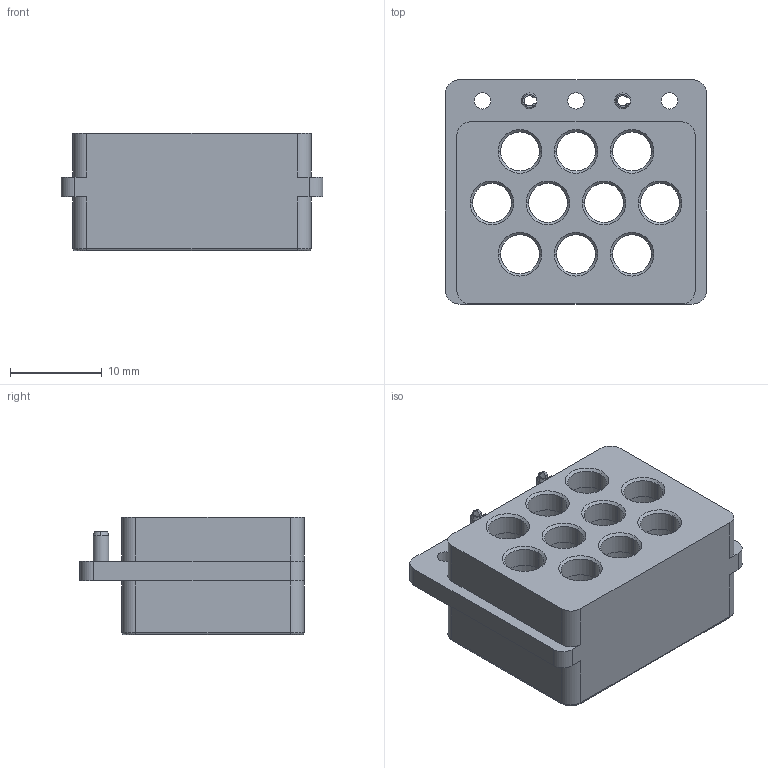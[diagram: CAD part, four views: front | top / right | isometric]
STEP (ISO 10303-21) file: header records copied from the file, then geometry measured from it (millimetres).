
FILE_DESCRIPTION (( 'STEP AP203' ), '1' );
FILE_NAME ('SF9321-60059.STEP', '2017-06-21T22:54:40', ( '' ), ( '' ), 'SwSTEP 2.0', 'SolidWorks 2016', '' );
FILE_SCHEMA (( 'CONFIG_CONTROL_DESIGN' ));
Length unit declared in the file: inch
Products named in the file (3): 071-93-030; 082-80-006; SF9321-60059
Assembly tree (3 placements, depth 2):
  SF9321-60059
    071-93-030
    082-80-006  x2
Bounding box: 28.45 x 24.38 x 12.76 mm (x, y, z)
Volume: 4300.4 mm3; surface area: 4365 mm2
Topology: 3 solids, 3 shells, 164 faces, 384 edges, 236 vertices
Faces by surface type: cylinder 70, cone 50, plane 40, torus 4
Entity records: 4752 total; most frequent: DIRECTION 849, CARTESIAN_POINT 754, ORIENTED_EDGE 710, EDGE_CURVE 355, AXIS2_PLACEMENT_3D 345, VERTEX_POINT 218, EDGE_LOOP 191, CIRCLE 188
